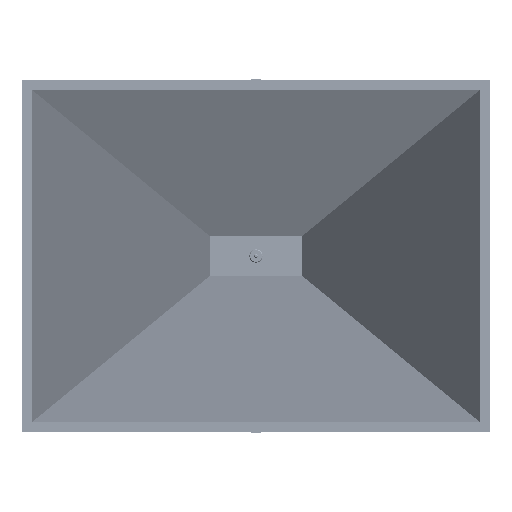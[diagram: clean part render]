
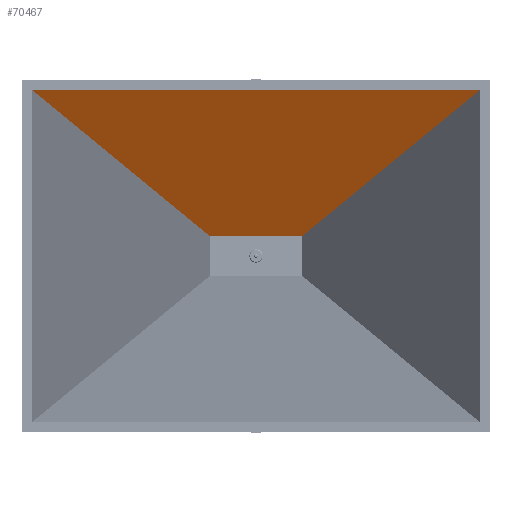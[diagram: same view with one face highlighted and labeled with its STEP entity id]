
A CAD part, front view. The second image highlights one B-rep face of the part: STEP entity #70467.
In plain terms, the highlighted face is planar.
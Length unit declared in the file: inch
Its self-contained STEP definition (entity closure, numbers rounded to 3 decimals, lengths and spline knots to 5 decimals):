
#2466 = EDGE_LOOP ( 'NONE', ( #27731, #40716, #55915, #9713, #17680, #66784 ) ) ;
#3077 = LINE ( 'NONE', #67801, #31517 ) ;
#8678 = LINE ( 'NONE', #74148, #17513 ) ;
#9713 = ORIENTED_EDGE ( 'NONE', *, *, #41284, .T. ) ;
#9886 = VERTEX_POINT ( 'NONE', #20668 ) ;
#10042 = DIRECTION ( 'NONE',  ( 0.167, 0., -0.986 ) ) ;
#10801 = FACE_OUTER_BOUND ( 'NONE', #2466, .T. ) ;
#13610 = DIRECTION ( 'NONE',  ( 0.167, 0., -0.986 ) ) ;
#14367 = DIRECTION ( 'NONE',  ( 0.163, -0.198, -0.966 ) ) ;
#15873 = CARTESIAN_POINT ( 'NONE',  ( 0.13137, 0., 0.02219 ) ) ;
#16457 = CARTESIAN_POINT ( 'NONE',  ( -0.2485, -0.561, 2.27157 ) ) ;
#17513 = VECTOR ( 'NONE', #46071, 39.37008 ) ;
#17680 = ORIENTED_EDGE ( 'NONE', *, *, #73593, .F. ) ;
#18399 = CARTESIAN_POINT ( 'NONE',  ( -0.2485, 0.561, 2.27157 ) ) ;
#20668 = CARTESIAN_POINT ( 'NONE',  ( -2.03532, 2.74331, 12.85198 ) ) ;
#22576 = EDGE_CURVE ( 'NONE', #70695, #72461, #44954, .T. ) ;
#23929 = CARTESIAN_POINT ( 'NONE',  ( -2.03532, -2.74331, 12.85198 ) ) ;
#24558 = LINE ( 'NONE', #65909, #54066 ) ;
#27591 = VECTOR ( 'NONE', #62898, 39.37008 ) ;
#27731 = ORIENTED_EDGE ( 'NONE', *, *, #67799, .T. ) ;
#28752 = VECTOR ( 'NONE', #30561, 39.37008 ) ;
#30561 = DIRECTION ( 'NONE',  ( 0.163, 0.198, -0.966 ) ) ;
#31517 = VECTOR ( 'NONE', #14367, 39.37008 ) ;
#38438 = CARTESIAN_POINT ( 'NONE',  ( -0.2485, -0.561, 2.27157 ) ) ;
#39134 = CARTESIAN_POINT ( 'NONE',  ( -0.2485, 0.561, 2.27157 ) ) ;
#39917 = CARTESIAN_POINT ( 'NONE',  ( -0.23944, -0.561, 2.2179 ) ) ;
#40716 = ORIENTED_EDGE ( 'NONE', *, *, #74669, .F. ) ;
#41229 = PLANE ( 'NONE',  #73618 ) ;
#41284 = EDGE_CURVE ( 'NONE', #72461, #55190, #50441, .T. ) ;
#42393 = VERTEX_POINT ( 'NONE', #39917 ) ;
#43637 = CARTESIAN_POINT ( 'NONE',  ( -2.03532, -2.74331, 12.85198 ) ) ;
#44954 = LINE ( 'NONE', #16457, #45907 ) ;
#45907 = VECTOR ( 'NONE', #74562, 39.37008 ) ;
#46071 = DIRECTION ( 'NONE',  ( 0., 1., 0. ) ) ;
#46924 = CARTESIAN_POINT ( 'NONE',  ( -0.23944, 0.561, 2.2179 ) ) ;
#50331 = EDGE_CURVE ( 'NONE', #63835, #9886, #8678, .T. ) ;
#50441 = LINE ( 'NONE', #39134, #27591 ) ;
#54066 = VECTOR ( 'NONE', #13610, 39.37008 ) ;
#55190 = VERTEX_POINT ( 'NONE', #46924 ) ;
#55915 = ORIENTED_EDGE ( 'NONE', *, *, #22576, .T. ) ;
#62898 = DIRECTION ( 'NONE',  ( 0.167, 0., -0.986 ) ) ;
#63461 = DIRECTION ( 'NONE',  ( 0.986, 0., 0.167 ) ) ;
#63835 = VERTEX_POINT ( 'NONE', #43637 ) ;
#65909 = CARTESIAN_POINT ( 'NONE',  ( -0.2485, -0.561, 2.27157 ) ) ;
#66784 = ORIENTED_EDGE ( 'NONE', *, *, #50331, .F. ) ;
#67799 = EDGE_CURVE ( 'NONE', #63835, #42393, #72644, .T. ) ;
#67801 = CARTESIAN_POINT ( 'NONE',  ( -2.03532, 2.74331, 12.85198 ) ) ;
#70467 = ADVANCED_FACE ( 'NONE', ( #10801 ), #41229, .T. ) ;
#70695 = VERTEX_POINT ( 'NONE', #38438 ) ;
#72461 = VERTEX_POINT ( 'NONE', #18399 ) ;
#72644 = LINE ( 'NONE', #23929, #28752 ) ;
#73593 = EDGE_CURVE ( 'NONE', #9886, #55190, #3077, .T. ) ;
#73618 = AXIS2_PLACEMENT_3D ( 'NONE', #15873, #63461, #10042 ) ;
#74148 = CARTESIAN_POINT ( 'NONE',  ( -2.03532, 0., 12.85198 ) ) ;
#74562 = DIRECTION ( 'NONE',  ( 0., 1., 0. ) ) ;
#74669 = EDGE_CURVE ( 'NONE', #70695, #42393, #24558, .T. ) ;
